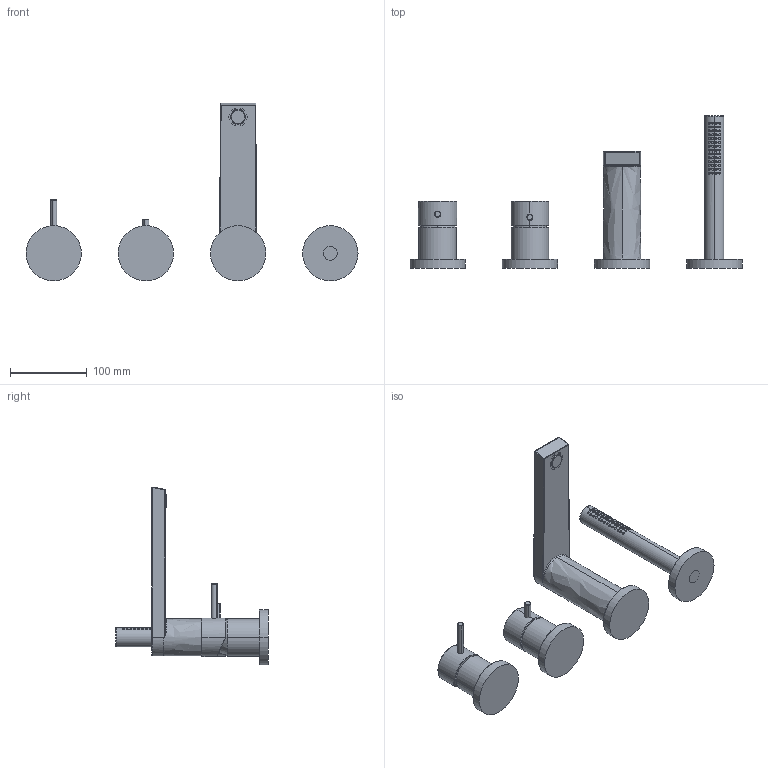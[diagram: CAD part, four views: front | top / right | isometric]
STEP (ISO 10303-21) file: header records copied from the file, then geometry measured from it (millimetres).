
FILE_DESCRIPTION (( 'STEP AP203' ), '1' );
FILE_NAME ('57302011.STEP', '2019-07-26T08:57:02', ( '' ), ( '' ), 'SwSTEP 2.0', 'SolidWorks 2016', '' );
FILE_SCHEMA (( 'CONFIG_CONTROL_DESIGN' ));
Length unit declared in the file: millimetre
Products named in the file (1): 57302011
Bounding box: 432 x 199 x 231.58 mm (x, y, z)
Volume: 1054789.2 mm3; surface area: 157790.2 mm2
Topology: 14 solids, 14 shells, 224 faces, 474 edges, 334 vertices
Faces by surface type: cylinder 106, plane 63, bspline 26, torus 23, cone 6
Entity records: 11451 total; most frequent: CARTESIAN_POINT 6831, ORIENTED_EDGE 936, DIRECTION 821, EDGE_CURVE 468, AXIS2_PLACEMENT_3D 353, VERTEX_POINT 334, EDGE_LOOP 286, ADVANCED_FACE 224
